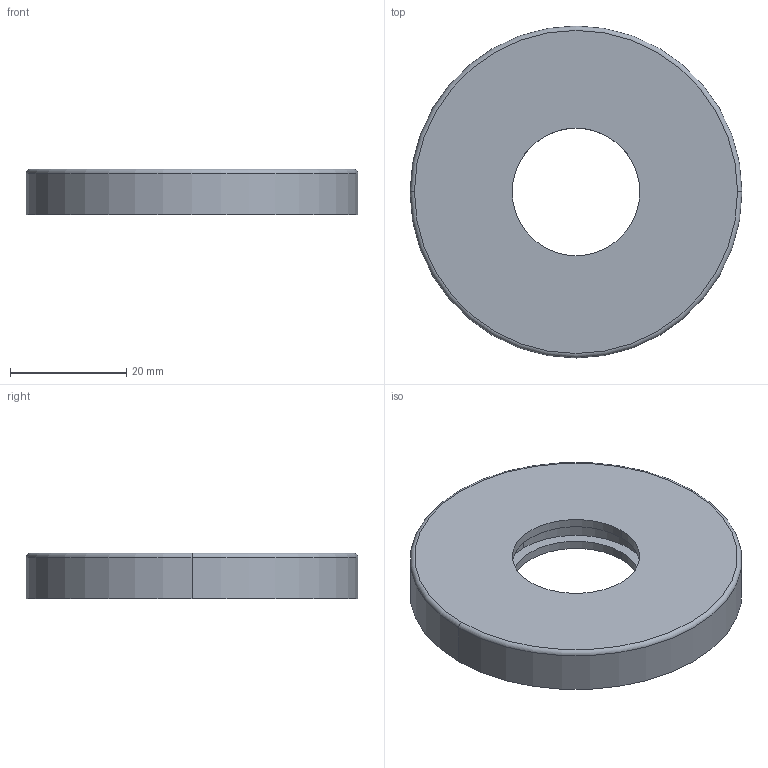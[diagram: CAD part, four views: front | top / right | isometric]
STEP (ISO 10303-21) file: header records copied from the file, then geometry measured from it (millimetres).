
FILE_DESCRIPTION((''),'2;1');
FILE_NAME('11754','2015-07-30T',('rsmith'),(''),'PRO/ENGINEER BY PARAMETRIC TECHNOLOGY CORPORATION, 2013150','PRO/ENGINEER BY PARAMETRIC TECHNOLOGY CORPORATION, 2013150','');
FILE_SCHEMA(('CONFIG_CONTROL_DESIGN'));
Length unit declared in the file: inch
Products named in the file (1): 11754
Bounding box: 57.15 x 57.15 x 7.87 mm (x, y, z)
Volume: 13857 mm3; surface area: 10271.6 mm2
Topology: 1 solids, 2 shells, 22 faces, 46 edges, 30 vertices
Faces by surface type: cylinder 12, plane 6, torus 4
Entity records: 658 total; most frequent: DIRECTION 126, CARTESIAN_POINT 99, ORIENTED_EDGE 88, AXIS2_PLACEMENT_3D 57, EDGE_CURVE 46, CIRCLE 34, VERTEX_POINT 30, EDGE_LOOP 28
